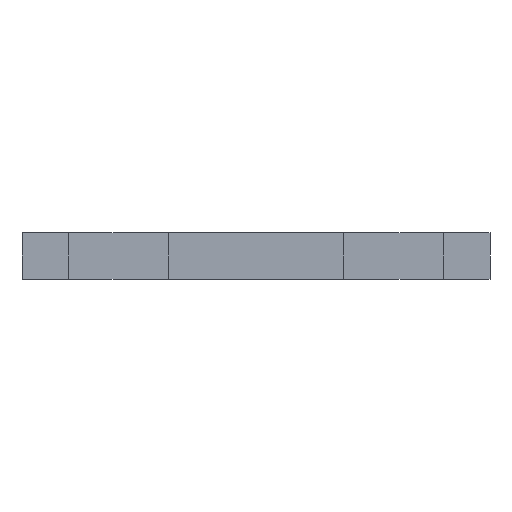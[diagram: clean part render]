
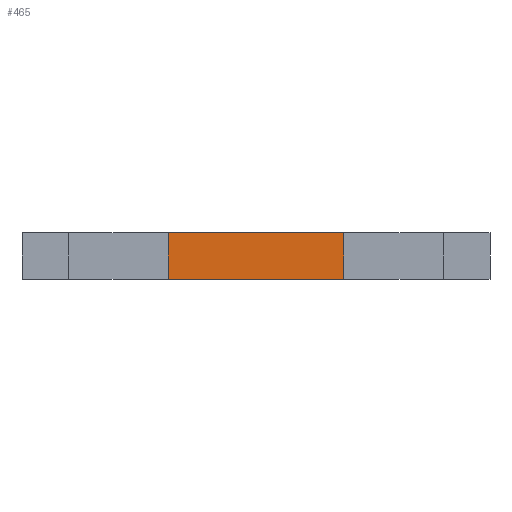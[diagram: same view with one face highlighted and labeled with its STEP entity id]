
A CAD part, left-side view. The second image highlights one B-rep face of the part: STEP entity #465.
In plain terms, the highlighted planar face has unit normal (-1, 0, 0).
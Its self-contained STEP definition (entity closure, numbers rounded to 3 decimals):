
#37 = DIRECTION ( 'NONE',  ( 0., -1., 0. ) ) ;
#40 = ORIENTED_EDGE ( 'NONE', *, *, #501, .F. ) ;
#68 = PLANE ( 'NONE',  #271 ) ;
#84 = ORIENTED_EDGE ( 'NONE', *, *, #396, .T. ) ;
#86 = DIRECTION ( 'NONE',  ( 0., -1., 0. ) ) ;
#92 = DIRECTION ( 'NONE',  ( 0., 0., -1. ) ) ;
#154 = LINE ( 'NONE', #296, #324 ) ;
#197 = VECTOR ( 'NONE', #588, 1000. ) ;
#229 = DIRECTION ( 'NONE',  ( 0., 0., -1. ) ) ;
#255 = VERTEX_POINT ( 'NONE', #878 ) ;
#271 = AXIS2_PLACEMENT_3D ( 'NONE', #488, #757, #229 ) ;
#296 = CARTESIAN_POINT ( 'NONE',  ( -4., 23.5, 0. ) ) ;
#324 = VECTOR ( 'NONE', #37, 1000. ) ;
#361 = EDGE_LOOP ( 'NONE', ( #84, #827, #40, #376 ) ) ;
#368 = LINE ( 'NONE', #638, #197 ) ;
#376 = ORIENTED_EDGE ( 'NONE', *, *, #384, .T. ) ;
#384 = EDGE_CURVE ( 'NONE', #845, #623, #453, .T. ) ;
#396 = EDGE_CURVE ( 'NONE', #623, #255, #154, .T. ) ;
#452 = CARTESIAN_POINT ( 'NONE',  ( -4., 23.5, 0. ) ) ;
#453 = LINE ( 'NONE', #769, #528 ) ;
#456 = VERTEX_POINT ( 'NONE', #568 ) ;
#465 = ADVANCED_FACE ( 'NONE', ( #554 ), #68, .F. ) ;
#488 = CARTESIAN_POINT ( 'NONE',  ( -4., 23.5, 4. ) ) ;
#501 = EDGE_CURVE ( 'NONE', #845, #456, #824, .T. ) ;
#528 = VECTOR ( 'NONE', #92, 1000. ) ;
#543 = VECTOR ( 'NONE', #86, 1000. ) ;
#554 = FACE_OUTER_BOUND ( 'NONE', #361, .T. ) ;
#568 = CARTESIAN_POINT ( 'NONE',  ( -4., 8.5, 4. ) ) ;
#588 = DIRECTION ( 'NONE',  ( 0., 0., -1. ) ) ;
#616 = EDGE_CURVE ( 'NONE', #456, #255, #368, .T. ) ;
#617 = CARTESIAN_POINT ( 'NONE',  ( -4., 23.5, 4. ) ) ;
#623 = VERTEX_POINT ( 'NONE', #452 ) ;
#638 = CARTESIAN_POINT ( 'NONE',  ( -4., 8.5, 4. ) ) ;
#757 = DIRECTION ( 'NONE',  ( 1., 0., 0. ) ) ;
#769 = CARTESIAN_POINT ( 'NONE',  ( -4., 23.5, 4. ) ) ;
#824 = LINE ( 'NONE', #617, #543 ) ;
#827 = ORIENTED_EDGE ( 'NONE', *, *, #616, .F. ) ;
#845 = VERTEX_POINT ( 'NONE', #863 ) ;
#863 = CARTESIAN_POINT ( 'NONE',  ( -4., 23.5, 4. ) ) ;
#878 = CARTESIAN_POINT ( 'NONE',  ( -4., 8.5, 0. ) ) ;
